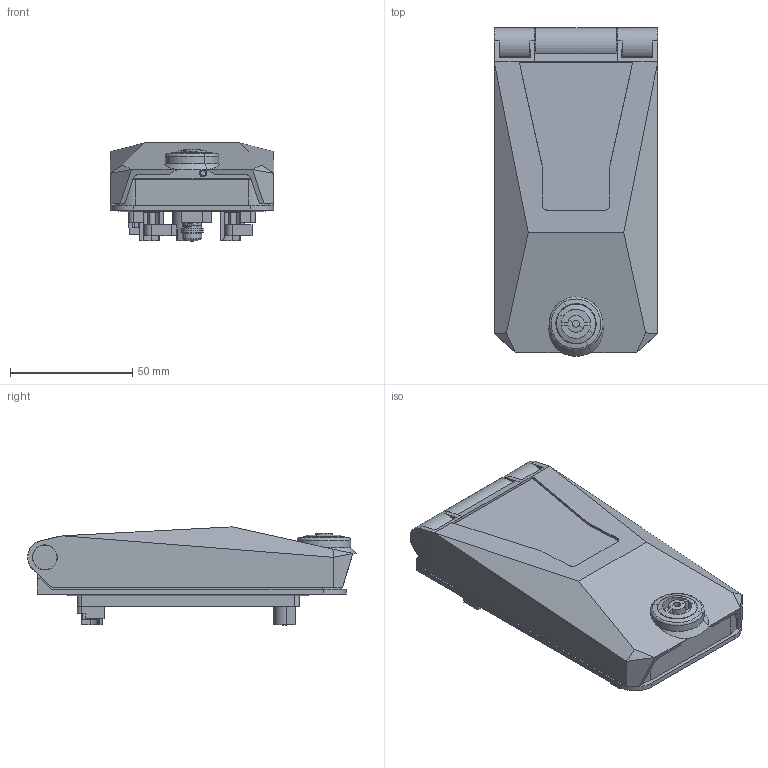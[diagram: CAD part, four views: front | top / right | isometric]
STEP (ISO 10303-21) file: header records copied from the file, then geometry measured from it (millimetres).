
FILE_DESCRIPTION(('CATIA V5 STEP Exchange','CAx-IF Rec.Pracs.--- Model Styling and Organization---1.4--- 2014-01-23'),'2;1');
FILE_NAME ('1103803-4_0_2663200000_2663200000.stp','2022-02-22T08:54:12+00:00',('none'),('Weidmueller'),'CATIA Version 5-6 Release 2016 SP3 HF44','CATIA V5 STEP AP214','none');
FILE_SCHEMA(('AUTOMOTIVE_DESIGN { 1 0 10303 214 1 1 1 1 }'));
Length unit declared in the file: millimetre
Products named in the file (1): 2663200000
Bounding box: 66.9 x 134.14 x 40.12 mm (x, y, z)
Volume: 95926.7 mm3; surface area: 66996.7 mm2
Topology: 18 solids, 18 shells, 833 faces, 2216 edges, 1422 vertices
Faces by surface type: plane 457, cylinder 193, cone 95, torus 38, bspline 22, sphere 18, extrusion 10
Entity records: 26715 total; most frequent: CARTESIAN_POINT 7736, ORIENTED_EDGE 4416, DIRECTION 2988, EDGE_CURVE 2208, VERTEX_POINT 1422, AXIS2_PLACEMENT_3D 1172, VECTOR 1172, LINE 1162
